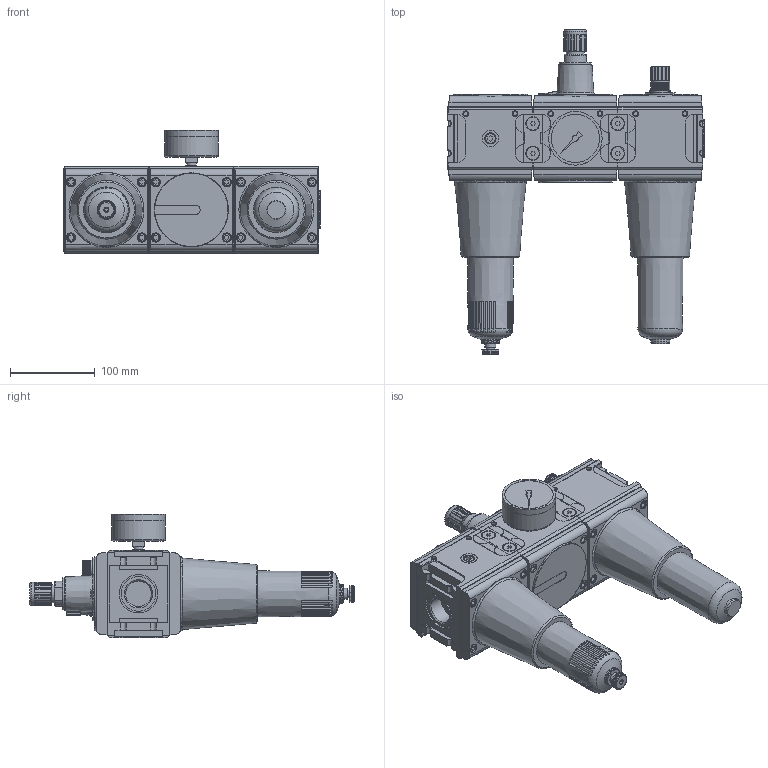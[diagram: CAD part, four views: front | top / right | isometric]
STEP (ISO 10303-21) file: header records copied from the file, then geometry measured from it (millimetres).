
FILE_DESCRIPTION( ( 'STEP AP203' ), ' ' );
FILE_NAME( '9.2755.00.330.stp', '2017-04-11T12:28:18', ( '' ), ( '' ), ' ', 'PARTsolutions', ' ' );
FILE_SCHEMA( ( 'CONFIG_CONTROL_DESIGN' ) );
Length unit declared in the file: millimetre
Products named in the file (8): 9.2755.00.330; _FRL 55 K-HAF00000-G; _FRL 55 K-HAF-P1; _FRL 55 K-HAR00000-G; _FRL 55 K-HA-2; _FRL 55 K-HAL00000-G; _FRL 55 K-HAL-P1; _KP 55-2
Assembly tree (10 placements, depth 2):
  9.2755.00.330
    _FRL 55 K-HAF00000-G
    _FRL 55 K-HAF-P1
    _FRL 55 K-HAR00000-G
    _FRL 55 K-HA-2
    _FRL 55 K-HAL00000-G
    _FRL 55 K-HAL-P1
    _KP 55-2  x4
Bounding box: 301.5 x 382 x 145 mm (x, y, z)
Volume: 4327745.6 mm3; surface area: 363628.8 mm2
Topology: 10 solids, 11 shells, 1792 faces, 4629 edges, 3058 vertices
Faces by surface type: plane 1161, cylinder 484, cone 85, torus 60, sphere 2
Full cylindrical faces by diameter (mm): 4 x1, 4.917 x12, 6.3 x1, 6.7 x12, 8 x8, 9.728 x1, 10 x25, 11 x24, 11.2 x1, 11.445 x2, 13.157 x1, 15.24 x8, 16 x1, 16.5 x8, 19 x1, 19.2 x4, 20 x1, 21 x1, 22 x3, 24.5 x1, 27 x1, 30.291 x6, 36.2 x3, 37.5 x1, 40.9 x3, 41 x3, 45 x3, 45.1 x3, 57 x1, 62.96 x1
Entity records: 48479 total; most frequent: CARTESIAN_POINT 11633, DIRECTION 7506, ORIENTED_EDGE 7374, EDGE_CURVE 3687, AXIS2_PLACEMENT_3D 2632, VERTEX_POINT 2565, LINE 2242, VECTOR 2242
